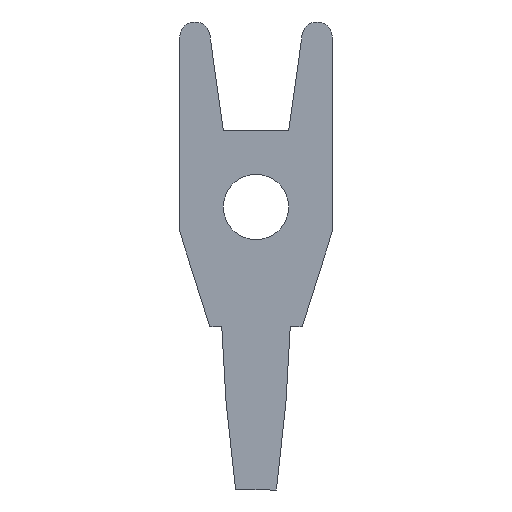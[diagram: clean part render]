
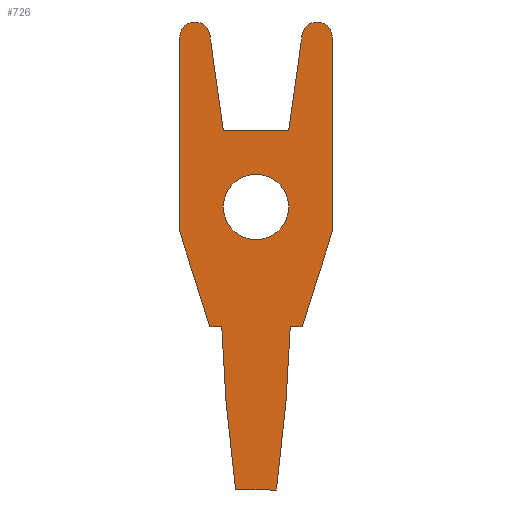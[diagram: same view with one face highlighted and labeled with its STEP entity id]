
A CAD part, front view. The second image highlights one B-rep face of the part: STEP entity #726.
In plain terms, the highlighted planar face has unit normal (0, -1, 0).
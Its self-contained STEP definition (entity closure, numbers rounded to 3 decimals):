
#72=CARTESIAN_POINT('',(1.142,-0.3,5.599));
#73=VERTEX_POINT('',#72);
#89=CARTESIAN_POINT('',(0.847,-0.3,5.361));
#90=VERTEX_POINT('',#89);
#97=CARTESIAN_POINT('',(1.122,-0.3,5.322));
#98=DIRECTION('',(0.,1.,0.));
#99=DIRECTION('',(0.07,0.,0.998));
#100=AXIS2_PLACEMENT_3D('',#97,#98,#99);
#101=CIRCLE('',#100,0.278);
#102=EDGE_CURVE('',#90,#73,#101,.T.);
#114=CARTESIAN_POINT('',(-1.142,-0.3,5.599));
#115=VERTEX_POINT('',#114);
#131=CARTESIAN_POINT('',(-1.4,-0.3,5.322));
#132=VERTEX_POINT('',#131);
#139=CARTESIAN_POINT('',(-1.122,-0.3,5.322));
#140=DIRECTION('',(0.,1.0,0.));
#141=DIRECTION('',(-0.07,0.,0.998));
#142=AXIS2_PLACEMENT_3D('',#139,#140,#141);
#143=CIRCLE('',#142,0.278);
#144=EDGE_CURVE('',#132,#115,#143,.T.);
#154=CARTESIAN_POINT('',(0.6,-0.3,2.2));
#155=VERTEX_POINT('',#154);
#164=CARTESIAN_POINT('',(-0.6,-0.3,2.2));
#165=VERTEX_POINT('',#164);
#166=CARTESIAN_POINT('',(0.,-0.3,2.2));
#167=DIRECTION('',(0.0,1.0,0.0));
#168=DIRECTION('',(1.0,0.0,0.0));
#169=AXIS2_PLACEMENT_3D('',#166,#167,#168);
#170=CIRCLE('',#169,0.6);
#171=EDGE_CURVE('',#165,#155,#170,.T.);
#205=CARTESIAN_POINT('',(0.,-0.3,2.2));
#206=DIRECTION('',(0.0,1.0,0.0));
#207=DIRECTION('',(1.0,0.0,0.0));
#208=AXIS2_PLACEMENT_3D('',#205,#206,#207);
#209=CIRCLE('',#208,0.6);
#210=EDGE_CURVE('',#155,#165,#209,.T.);
#220=CARTESIAN_POINT('',(1.4,-0.3,1.744));
#221=VERTEX_POINT('',#220);
#222=CARTESIAN_POINT('',(0.85,-0.3,0.));
#223=VERTEX_POINT('',#222);
#224=CARTESIAN_POINT('',(1.4,-0.3,1.744));
#225=DIRECTION('',(-0.301,0.,-0.954));
#226=VECTOR('',#225,1.829);
#227=LINE('',#224,#226);
#228=EDGE_CURVE('',#221,#223,#227,.T.);
#260=CARTESIAN_POINT('',(0.63,-0.3,0.));
#261=VERTEX_POINT('',#260);
#262=CARTESIAN_POINT('',(0.85,-0.3,0.));
#263=DIRECTION('',(-1.0,0.0,0.0));
#264=VECTOR('',#263,0.22);
#265=LINE('',#262,#264);
#266=EDGE_CURVE('',#223,#261,#265,.T.);
#291=CARTESIAN_POINT('',(0.55,-0.3,-1.4));
#292=VERTEX_POINT('',#291);
#293=CARTESIAN_POINT('',(0.63,-0.3,0.));
#294=DIRECTION('',(-0.057,0.,-0.998));
#295=VECTOR('',#294,1.402);
#296=LINE('',#293,#295);
#297=EDGE_CURVE('',#261,#292,#296,.T.);
#322=CARTESIAN_POINT('',(0.375,-0.3,-3.0));
#323=VERTEX_POINT('',#322);
#324=CARTESIAN_POINT('',(0.55,-0.3,-1.4));
#325=DIRECTION('',(-0.109,0.,-0.994));
#326=VECTOR('',#325,1.61);
#327=LINE('',#324,#326);
#328=EDGE_CURVE('',#292,#323,#327,.T.);
#353=CARTESIAN_POINT('',(-0.375,-0.3,-3.));
#354=VERTEX_POINT('',#353);
#355=CARTESIAN_POINT('',(0.375,-0.3,-3.0));
#356=DIRECTION('',(-1.0,0.0,0.0));
#357=VECTOR('',#356,0.75);
#358=LINE('',#355,#357);
#359=EDGE_CURVE('',#323,#354,#358,.T.);
#384=CARTESIAN_POINT('',(-0.55,-0.3,-1.4));
#385=VERTEX_POINT('',#384);
#386=CARTESIAN_POINT('',(-0.375,-0.3,-3.));
#387=DIRECTION('',(-0.109,0.,0.994));
#388=VECTOR('',#387,1.61);
#389=LINE('',#386,#388);
#390=EDGE_CURVE('',#354,#385,#389,.T.);
#415=CARTESIAN_POINT('',(-0.63,-0.3,0.));
#416=VERTEX_POINT('',#415);
#417=CARTESIAN_POINT('',(-0.55,-0.3,-1.4));
#418=DIRECTION('',(-0.057,0.,0.998));
#419=VECTOR('',#418,1.402);
#420=LINE('',#417,#419);
#421=EDGE_CURVE('',#385,#416,#420,.T.);
#446=CARTESIAN_POINT('',(-0.85,-0.3,0.));
#447=VERTEX_POINT('',#446);
#448=CARTESIAN_POINT('',(-0.63,-0.3,0.));
#449=DIRECTION('',(-1.0,0.0,0.0));
#450=VECTOR('',#449,0.22);
#451=LINE('',#448,#450);
#452=EDGE_CURVE('',#416,#447,#451,.T.);
#477=CARTESIAN_POINT('',(-1.4,-0.3,1.744));
#478=VERTEX_POINT('',#477);
#479=CARTESIAN_POINT('',(-0.85,-0.3,0.));
#480=DIRECTION('',(-0.301,0.,0.954));
#481=VECTOR('',#480,1.829);
#482=LINE('',#479,#481);
#483=EDGE_CURVE('',#447,#478,#482,.T.);
#508=CARTESIAN_POINT('',(-1.4,-0.3,1.744));
#509=DIRECTION('',(0.0,0.0,1.0));
#510=VECTOR('',#509,3.578);
#511=LINE('',#508,#510);
#512=EDGE_CURVE('',#478,#132,#511,.T.);
#531=CARTESIAN_POINT('',(-0.847,-0.3,5.361));
#532=VERTEX_POINT('',#531);
#533=CARTESIAN_POINT('',(-1.122,-0.3,5.322));
#534=DIRECTION('',(0.,1.0,0.));
#535=DIRECTION('',(-0.07,0.,0.998));
#536=AXIS2_PLACEMENT_3D('',#533,#534,#535);
#537=CIRCLE('',#536,0.278);
#538=EDGE_CURVE('',#115,#532,#537,.T.);
#563=CARTESIAN_POINT('',(-0.6,-0.3,3.6));
#564=VERTEX_POINT('',#563);
#565=CARTESIAN_POINT('',(-0.847,-0.3,5.361));
#566=DIRECTION('',(0.139,0.,-0.99));
#567=VECTOR('',#566,1.778);
#568=LINE('',#565,#567);
#569=EDGE_CURVE('',#532,#564,#568,.T.);
#594=CARTESIAN_POINT('',(0.6,-0.3,3.6));
#595=VERTEX_POINT('',#594);
#596=CARTESIAN_POINT('',(-0.6,-0.3,3.6));
#597=DIRECTION('',(1.0,0.0,0.0));
#598=VECTOR('',#597,1.2);
#599=LINE('',#596,#598);
#600=EDGE_CURVE('',#564,#595,#599,.T.);
#625=CARTESIAN_POINT('',(0.6,-0.3,3.6));
#626=DIRECTION('',(0.139,0.,0.99));
#627=VECTOR('',#626,1.778);
#628=LINE('',#625,#627);
#629=EDGE_CURVE('',#595,#90,#628,.T.);
#648=CARTESIAN_POINT('',(1.4,-0.3,5.322));
#649=VERTEX_POINT('',#648);
#650=CARTESIAN_POINT('',(1.122,-0.3,5.322));
#651=DIRECTION('',(0.,1.,0.));
#652=DIRECTION('',(0.07,0.,0.998));
#653=AXIS2_PLACEMENT_3D('',#650,#651,#652);
#654=CIRCLE('',#653,0.278);
#655=EDGE_CURVE('',#73,#649,#654,.T.);
#680=CARTESIAN_POINT('',(1.4,-0.3,5.322));
#681=DIRECTION('',(0.0,0.0,-1.0));
#682=VECTOR('',#681,3.578);
#683=LINE('',#680,#682);
#684=EDGE_CURVE('',#649,#221,#683,.T.);
#697=CARTESIAN_POINT('',(0.,-0.3,1.905));
#698=DIRECTION('',(0.0,-1.0,0.0));
#699=DIRECTION('',(1.0,0.0,0.0));
#700=AXIS2_PLACEMENT_3D('',#697,#698,#699);
#701=PLANE('',#700);
#702=ORIENTED_EDGE('',*,*,#228,.F.);
#703=ORIENTED_EDGE('',*,*,#684,.F.);
#704=ORIENTED_EDGE('',*,*,#655,.F.);
#705=ORIENTED_EDGE('',*,*,#102,.F.);
#706=ORIENTED_EDGE('',*,*,#629,.F.);
#707=ORIENTED_EDGE('',*,*,#600,.F.);
#708=ORIENTED_EDGE('',*,*,#569,.F.);
#709=ORIENTED_EDGE('',*,*,#538,.F.);
#710=ORIENTED_EDGE('',*,*,#144,.F.);
#711=ORIENTED_EDGE('',*,*,#512,.F.);
#712=ORIENTED_EDGE('',*,*,#483,.F.);
#713=ORIENTED_EDGE('',*,*,#452,.F.);
#714=ORIENTED_EDGE('',*,*,#421,.F.);
#715=ORIENTED_EDGE('',*,*,#390,.F.);
#716=ORIENTED_EDGE('',*,*,#359,.F.);
#717=ORIENTED_EDGE('',*,*,#328,.F.);
#718=ORIENTED_EDGE('',*,*,#297,.F.);
#719=ORIENTED_EDGE('',*,*,#266,.F.);
#720=EDGE_LOOP('',(#702,#703,#704,#705,#706,#707,#708,#709,#710,#711,#712,#713,#714,#715,#716,#717,#718,#719));
#721=FACE_OUTER_BOUND('',#720,.T.);
#722=ORIENTED_EDGE('',*,*,#210,.T.);
#723=ORIENTED_EDGE('',*,*,#171,.T.);
#724=EDGE_LOOP('',(#722,#723));
#725=FACE_BOUND('',#724,.T.);
#726=ADVANCED_FACE('',(#721,#725),#701,.T.);
